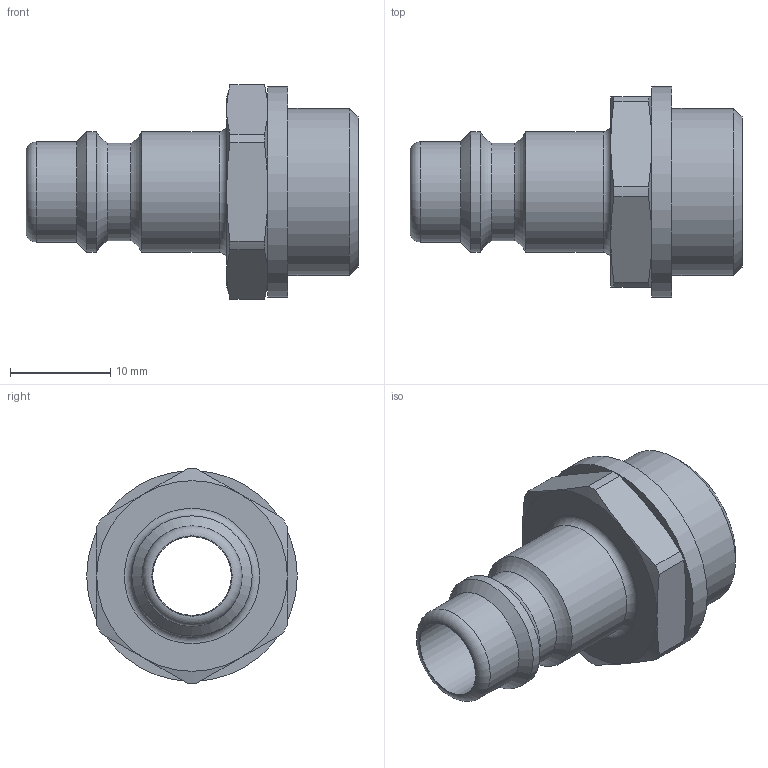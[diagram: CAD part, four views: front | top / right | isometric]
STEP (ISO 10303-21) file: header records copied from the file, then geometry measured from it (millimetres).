
FILE_DESCRIPTION((''),'2;1');
FILE_NAME('26sfaw17mxx.stp','2013-01-10T09:34:48',('IA176480'),(''),'Autodesk Inventor 2011','Autodesk Inventor 2011','');
FILE_SCHEMA(('AUTOMOTIVE_DESIGN { 1 0 10303 214 1 1 1 1 }'));
Length unit declared in the file: millimetre
Products named in the file (3): D105583; D105582; D103807
Assembly tree (2 placements, depth 2):
  D105583
    D105582
    D103807
Bounding box: 33.1 x 21 x 21.4 mm (x, y, z)
Volume: 3553 mm3; surface area: 3192.9 mm2
Topology: 2 solids, 2 shells, 48 faces, 104 edges, 62 vertices
Faces by surface type: cone 15, cylinder 15, plane 14, torus 4
Full cylindrical faces by diameter (mm): 7.85 x1, 9.75 x1, 10 x1, 12 x2, 16.662 x1, 21 x1
Entity records: 1301 total; most frequent: CARTESIAN_POINT 253, DIRECTION 218, ORIENTED_EDGE 180, AXIS2_PLACEMENT_3D 99, EDGE_CURVE 90, EDGE_LOOP 68, VERTEX_POINT 62, FACE_OUTER_BOUND 48
